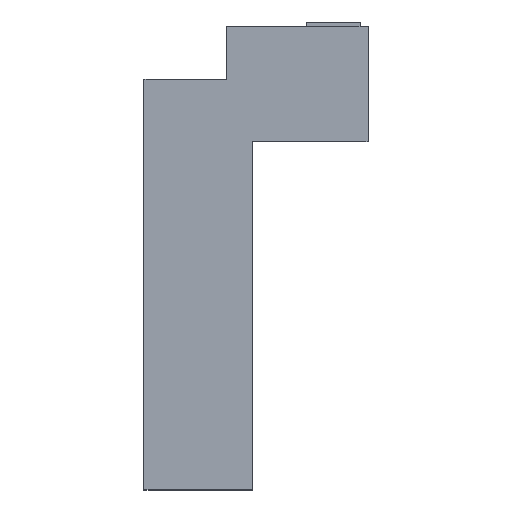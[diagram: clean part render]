
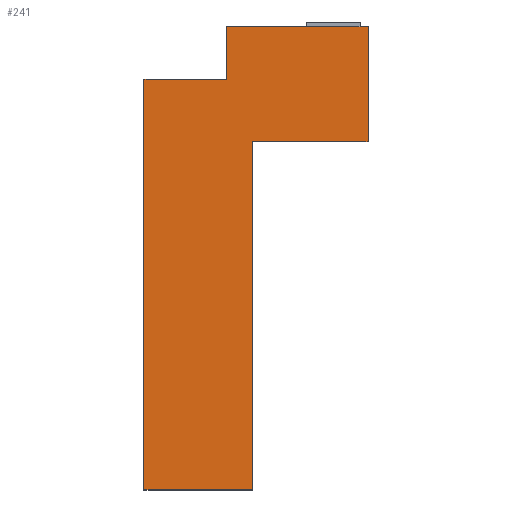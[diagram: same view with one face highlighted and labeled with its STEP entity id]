
A CAD part, top view. The second image highlights one B-rep face of the part: STEP entity #241.
In plain terms, the highlighted planar face has unit normal (0, 0, 1).
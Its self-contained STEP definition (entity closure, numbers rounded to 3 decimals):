
#241=ADVANCED_FACE('',(#415),#416,.T.);
#415=FACE_OUTER_BOUND('',#563,.T.);
#416=PLANE('',#564);
#563=EDGE_LOOP('',(#639,#640,#641,#642,#643,#644,#645,#646));
#564=AXIS2_PLACEMENT_3D('',#647,#648,#649);
#639=ORIENTED_EDGE('',*,*,#832,.T.);
#640=ORIENTED_EDGE('',*,*,#833,.T.);
#641=ORIENTED_EDGE('',*,*,#834,.T.);
#642=ORIENTED_EDGE('',*,*,#835,.T.);
#643=ORIENTED_EDGE('',*,*,#836,.T.);
#644=ORIENTED_EDGE('',*,*,#837,.T.);
#645=ORIENTED_EDGE('',*,*,#838,.T.);
#646=ORIENTED_EDGE('',*,*,#839,.T.);
#647=CARTESIAN_POINT('',(11.102,-26.572,1.569));
#648=DIRECTION('',(0.,0.,1.0));
#649=DIRECTION('',(1.0,0.0,0.));
#832=EDGE_CURVE('',#905,#906,#907,.T.);
#833=EDGE_CURVE('',#906,#908,#909,.T.);
#834=EDGE_CURVE('',#908,#910,#911,.T.);
#835=EDGE_CURVE('',#910,#912,#913,.T.);
#836=EDGE_CURVE('',#912,#914,#915,.T.);
#837=EDGE_CURVE('',#914,#916,#917,.T.);
#838=EDGE_CURVE('',#916,#918,#919,.T.);
#839=EDGE_CURVE('',#918,#905,#920,.T.);
#905=VERTEX_POINT('',#1010);
#906=VERTEX_POINT('',#1011);
#907=LINE('',#1012,#1013);
#908=VERTEX_POINT('',#1014);
#909=LINE('',#1015,#1016);
#910=VERTEX_POINT('',#1017);
#911=LINE('',#1018,#1019);
#912=VERTEX_POINT('',#1020);
#913=LINE('',#1021,#1022);
#914=VERTEX_POINT('',#1023);
#915=LINE('',#1024,#1025);
#916=VERTEX_POINT('',#1026);
#917=LINE('',#1027,#1028);
#918=VERTEX_POINT('',#1029);
#919=LINE('',#1030,#1031);
#920=LINE('',#1032,#1033);
#1010=CARTESIAN_POINT('',(0.,-59.9,1.569));
#1011=CARTESIAN_POINT('',(14.0,-59.9,1.569));
#1012=CARTESIAN_POINT('',(7.0,-59.9,1.569));
#1013=VECTOR('',#1162,1.0);
#1014=CARTESIAN_POINT('',(14.0,-14.9,1.569));
#1015=CARTESIAN_POINT('',(14.0,-37.4,1.569));
#1016=VECTOR('',#1163,1.0);
#1017=CARTESIAN_POINT('',(28.96,-14.9,1.569));
#1018=CARTESIAN_POINT('',(21.48,-14.9,1.569));
#1019=VECTOR('',#1164,1.0);
#1020=CARTESIAN_POINT('',(28.96,0.,1.569));
#1021=CARTESIAN_POINT('',(28.96,-7.45,1.569));
#1022=VECTOR('',#1165,1.0);
#1023=CARTESIAN_POINT('',(10.71,0.,1.569));
#1024=CARTESIAN_POINT('',(19.835,0.,1.569));
#1025=VECTOR('',#1166,1.0);
#1026=CARTESIAN_POINT('',(10.71,-6.8,1.569));
#1027=CARTESIAN_POINT('',(10.71,-3.4,1.569));
#1028=VECTOR('',#1167,1.0);
#1029=CARTESIAN_POINT('',(0.,-6.8,1.569));
#1030=CARTESIAN_POINT('',(5.355,-6.8,1.569));
#1031=VECTOR('',#1168,1.0);
#1032=CARTESIAN_POINT('',(0.,-33.35,1.569));
#1033=VECTOR('',#1169,1.0);
#1162=DIRECTION('',(1.0,0.0,0.0));
#1163=DIRECTION('',(0.0,1.0,0.0));
#1164=DIRECTION('',(1.0,0.,0.0));
#1165=DIRECTION('',(0.0,1.0,0.0));
#1166=DIRECTION('',(-1.0,0.0,0.0));
#1167=DIRECTION('',(0.0,-1.0,0.0));
#1168=DIRECTION('',(-1.0,0.0,0.0));
#1169=DIRECTION('',(0.0,-1.0,0.0));
